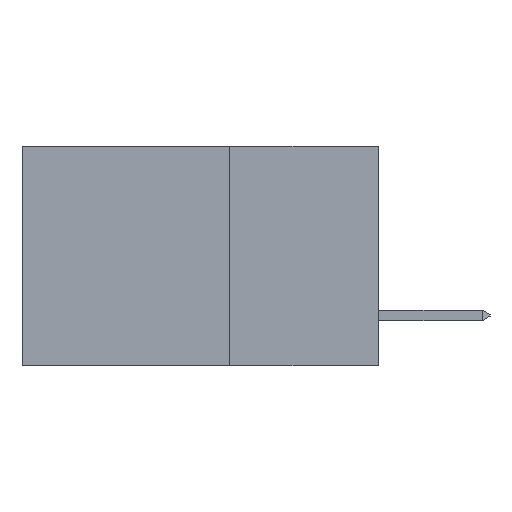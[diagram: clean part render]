
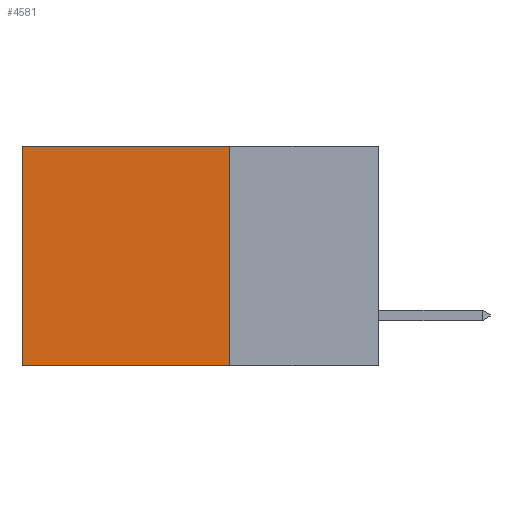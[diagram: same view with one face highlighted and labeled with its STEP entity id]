
A CAD part, left-side view. The second image highlights one B-rep face of the part: STEP entity #4581.
In plain terms, the highlighted planar face has unit normal (-1, 0, 0).
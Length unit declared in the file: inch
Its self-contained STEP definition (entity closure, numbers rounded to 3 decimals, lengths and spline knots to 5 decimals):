
#287 = VECTOR ( 'NONE', #1898, 39.37008 ) ;
#1087 = AXIS2_PLACEMENT_3D ( 'NONE', #2792, #2760, #2746 ) ;
#1104 = LINE ( 'NONE', #4373, #4402 ) ;
#1640 = LINE ( 'NONE', #3272, #4946 ) ;
#1792 = EDGE_CURVE ( 'NONE', #5156, #7048, #3817, .T. ) ;
#1890 = ORIENTED_EDGE ( 'NONE', *, *, #1792, .F. ) ;
#1898 = DIRECTION ( 'NONE',  ( 0., 0., -1. ) ) ;
#1995 = EDGE_LOOP ( 'NONE', ( #4150, #5995, #1890, #7420 ) ) ;
#2242 = FACE_OUTER_BOUND ( 'NONE', #1995, .T. ) ;
#2704 = VERTEX_POINT ( 'NONE', #4335 ) ;
#2723 = CARTESIAN_POINT ( 'NONE',  ( 0.2615, 0.25, -0.37 ) ) ;
#2746 = DIRECTION ( 'NONE',  ( 0., 0., -1. ) ) ;
#2760 = DIRECTION ( 'NONE',  ( 1., 0., 0. ) ) ;
#2792 = CARTESIAN_POINT ( 'NONE',  ( 0.2615, 0.25, -0.37 ) ) ;
#2813 = PLANE ( 'NONE',  #1087 ) ;
#3250 = DIRECTION ( 'NONE',  ( 0., 1., 0. ) ) ;
#3272 = CARTESIAN_POINT ( 'NONE',  ( 0.2615, 0.25, 0. ) ) ;
#3300 = VECTOR ( 'NONE', #7617, 39.37008 ) ;
#3364 = EDGE_CURVE ( 'NONE', #5156, #2704, #1640, .T. ) ;
#3452 = VERTEX_POINT ( 'NONE', #3660 ) ;
#3660 = CARTESIAN_POINT ( 'NONE',  ( 0.2615, 0.6, -0.37 ) ) ;
#3817 = LINE ( 'NONE', #6633, #287 ) ;
#4009 = DIRECTION ( 'NONE',  ( 0., 0., -1. ) ) ;
#4074 = EDGE_CURVE ( 'NONE', #2704, #3452, #1104, .T. ) ;
#4150 = ORIENTED_EDGE ( 'NONE', *, *, #4074, .T. ) ;
#4335 = CARTESIAN_POINT ( 'NONE',  ( 0.2615, 0.6, 0. ) ) ;
#4373 = CARTESIAN_POINT ( 'NONE',  ( 0.2615, 0.6, -0.37 ) ) ;
#4402 = VECTOR ( 'NONE', #4009, 39.37008 ) ;
#4581 = ADVANCED_FACE ( 'NONE', ( #2242 ), #2813, .F. ) ;
#4946 = VECTOR ( 'NONE', #3250, 39.37008 ) ;
#5156 = VERTEX_POINT ( 'NONE', #5841 ) ;
#5841 = CARTESIAN_POINT ( 'NONE',  ( 0.2615, 0.25, 0. ) ) ;
#5851 = EDGE_CURVE ( 'NONE', #7048, #3452, #6975, .T. ) ;
#5995 = ORIENTED_EDGE ( 'NONE', *, *, #5851, .F. ) ;
#6633 = CARTESIAN_POINT ( 'NONE',  ( 0.2615, 0.25, -0.37 ) ) ;
#6975 = LINE ( 'NONE', #7625, #3300 ) ;
#7048 = VERTEX_POINT ( 'NONE', #2723 ) ;
#7420 = ORIENTED_EDGE ( 'NONE', *, *, #3364, .T. ) ;
#7617 = DIRECTION ( 'NONE',  ( 0., 1., 0. ) ) ;
#7625 = CARTESIAN_POINT ( 'NONE',  ( 0.2615, 0.25, -0.37 ) ) ;
